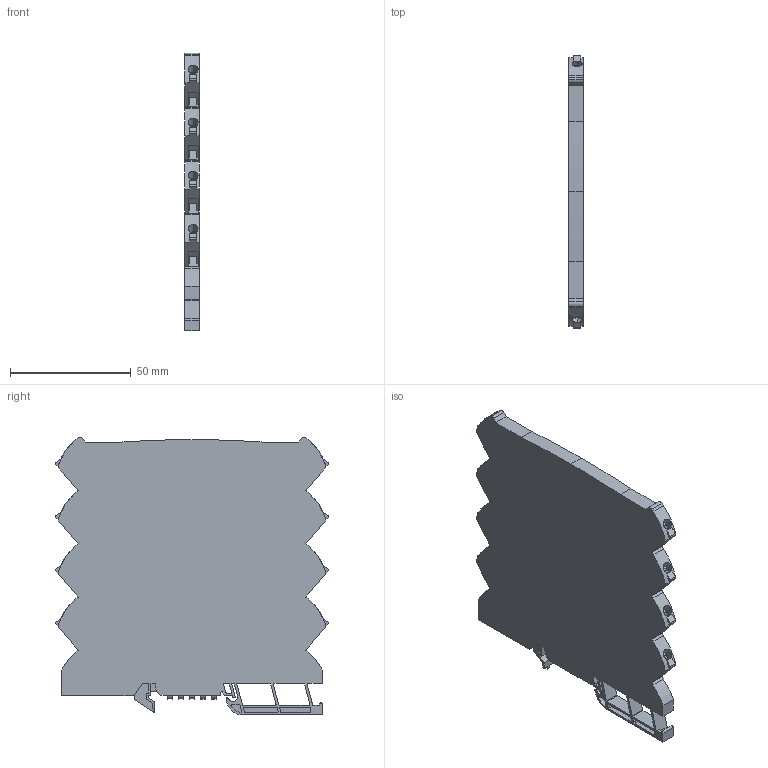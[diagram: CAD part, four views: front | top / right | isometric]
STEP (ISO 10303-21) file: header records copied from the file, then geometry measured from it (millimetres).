
FILE_DESCRIPTION (( 'STEP AP214' ), '1' );
FILE_NAME ('SC6-PCU1.STEP', '2018-03-13T20:51:13', ( '' ), ( '' ), 'SwSTEP 2.0', 'SolidWorks 2017', '' );
FILE_SCHEMA (( 'AUTOMOTIVE_DESIGN' ));
Length unit declared in the file: millimetre
Products named in the file (1): SC6-PCU1
Bounding box: 6.1 x 112.99 x 115 mm (x, y, z)
Volume: 65169.2 mm3; surface area: 28131.9 mm2
Topology: 1 solids, 1 shells, 455 faces, 1289 edges, 850 vertices
Faces by surface type: plane 338, cylinder 117
Entity records: 16347 total; most frequent: CARTESIAN_POINT 3059, ORIENTED_EDGE 2578, DIRECTION 2491, EDGE_CURVE 1289, LINE 967, VECTOR 967, VERTEX_POINT 850, AXIS2_PLACEMENT_3D 762
